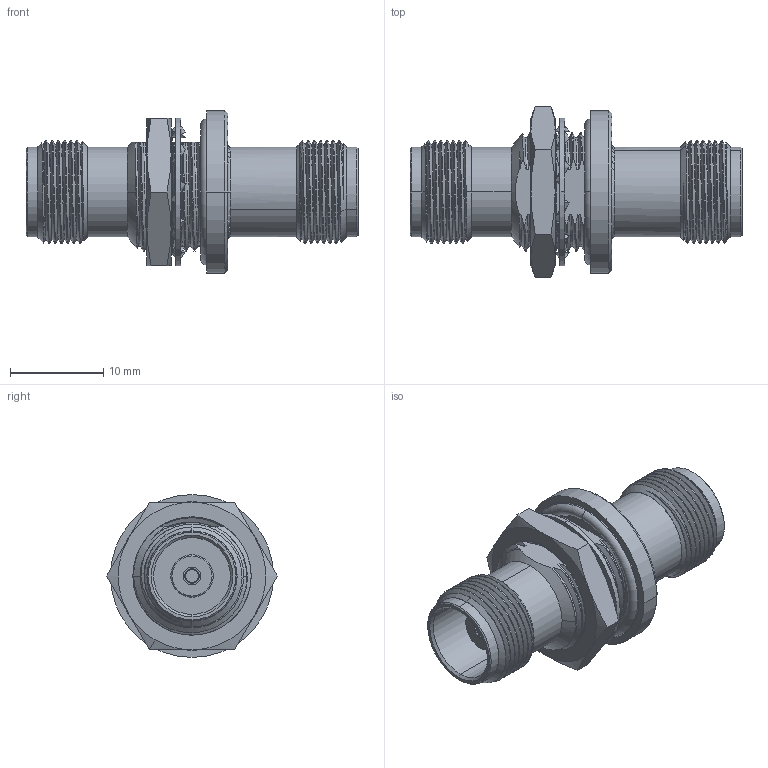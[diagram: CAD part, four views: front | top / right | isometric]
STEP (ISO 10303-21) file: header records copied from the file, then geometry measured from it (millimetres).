
FILE_DESCRIPTION (( 'STEP AP203' ), '1' );
FILE_NAME ('PE91242.step', '2018-08-31T15:16:18', ( '' ), ( '' ), 'SwSTEP 2.0', 'SolidWorks 2017', '' );
FILE_SCHEMA (( 'CONFIG_CONTROL_DESIGN' ));
Length unit declared in the file: inch
Products named in the file (1): PE91242
Bounding box: 35.67 x 18.33 x 17.5 mm (x, y, z)
Volume: 2983.4 mm3; surface area: 3640.4 mm2
Topology: 4 solids, 4 shells, 317 faces, 893 edges, 596 vertices
Faces by surface type: cylinder 117, bspline 80, plane 62, cone 52, torus 6
Entity records: 24463 total; most frequent: CARTESIAN_POINT 17338, ORIENTED_EDGE 1786, DIRECTION 1110, EDGE_CURVE 893, VERTEX_POINT 596, AXIS2_PLACEMENT_3D 421, EDGE_LOOP 335, ADVANCED_FACE 317
